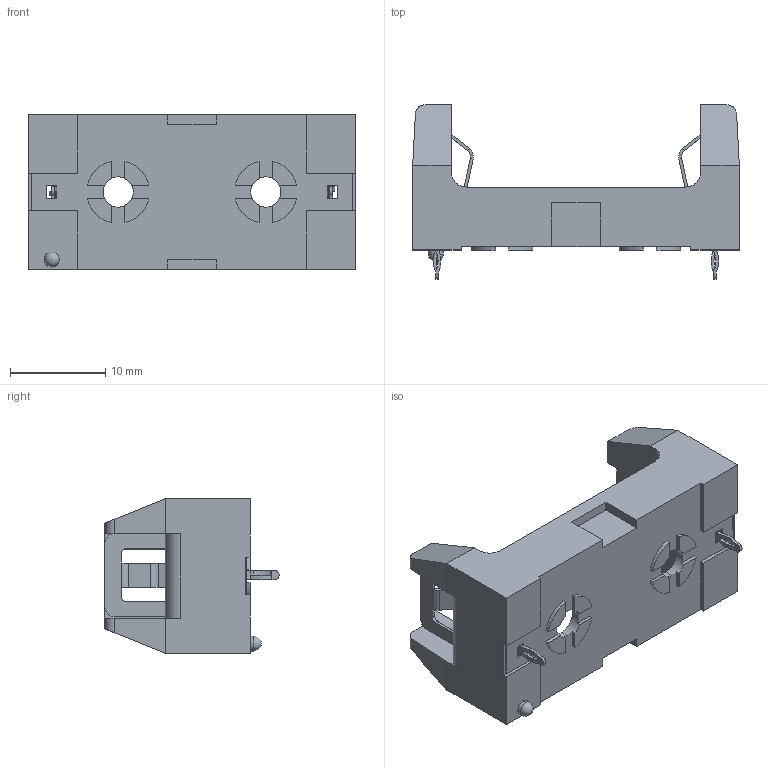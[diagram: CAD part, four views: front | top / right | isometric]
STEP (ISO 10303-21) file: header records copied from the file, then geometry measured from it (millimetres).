
FILE_DESCRIPTION (( 'STEP AP214' ), '1' );
FILE_NAME ('108.STEP', '2013-03-27T16:04:26', ( 'Richard Maletta' ), ( '' ), 'SwSTEP 2.0', 'SolidWorks 2009', '' );
FILE_SCHEMA (( 'AUTOMOTIVE_DESIGN' ));
Length unit declared in the file: millimetre
Products named in the file (1): 108
Bounding box: 34.29 x 18.29 x 16.26 mm (x, y, z)
Surface area: 3247.4 mm2 (no closed solid volume)
Topology: 0 solids, 5 shells, 248 faces, 826 edges, 558 vertices
Faces by surface type: plane 177, cylinder 70, sphere 1
Entity records: 11828 total; most frequent: CARTESIAN_POINT 1816, DIRECTION 1499, ORIENTED_EDGE 1458, EDGE_CURVE 823, VECTOR 621, LINE 621, VERTEX_POINT 556, AXIS2_PLACEMENT_3D 439
